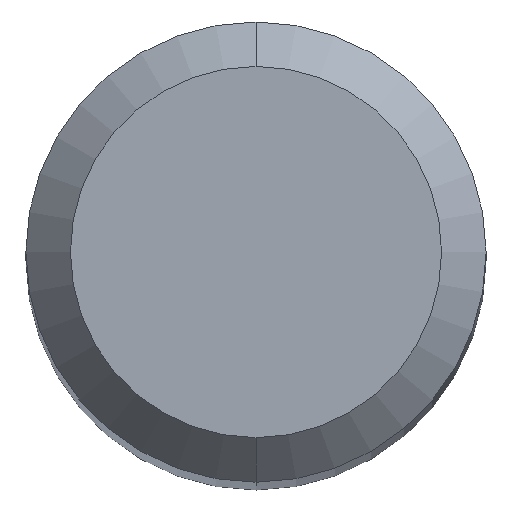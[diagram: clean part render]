
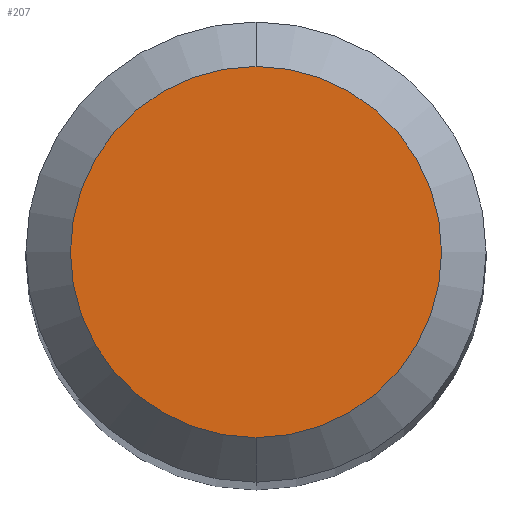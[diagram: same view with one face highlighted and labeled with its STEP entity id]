
A CAD part, top view. The second image highlights one B-rep face of the part: STEP entity #207.
In plain terms, the highlighted planar face has unit normal (0, 0, 1).
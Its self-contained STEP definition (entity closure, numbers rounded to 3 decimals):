
#187=VERTEX_POINT('',#496);
#207=ADVANCED_FACE('',(#516),#517,.T.);
#293=EDGE_CURVE('',#187,#345,#612,.T.);
#345=VERTEX_POINT('',#670);
#405=EDGE_CURVE('',#345,#187,#735,.T.);
#496=CARTESIAN_POINT('',(0.0,1.25,0.0));
#516=FACE_OUTER_BOUND('',#855,.T.);
#517=PLANE('',#856);
#612=CIRCLE('',#1047,1.25);
#670=CARTESIAN_POINT('',(0.,-1.25,0.0));
#735=CIRCLE('',#1336,1.25);
#855=EDGE_LOOP('',(#1480,#1481));
#856=AXIS2_PLACEMENT_3D('',#1482,#1483,#1484);
#1047=AXIS2_PLACEMENT_3D('',#1600,#1601,#1602);
#1336=AXIS2_PLACEMENT_3D('',#1724,#1725,#1726);
#1480=ORIENTED_EDGE('',*,*,#293,.F.);
#1481=ORIENTED_EDGE('',*,*,#405,.F.);
#1482=CARTESIAN_POINT('',(0.0,0.625,0.0));
#1483=DIRECTION('',(-0.0,0.0,1.0));
#1484=DIRECTION('',(0.0,-1.0,0.0));
#1600=CARTESIAN_POINT('',(0.0,0.0,0.0));
#1601=DIRECTION('',(0.0,0.0,-1.0));
#1602=DIRECTION('',(0.0,1.0,0.0));
#1724=CARTESIAN_POINT('',(0.0,0.0,0.0));
#1725=DIRECTION('',(0.0,0.0,-1.0));
#1726=DIRECTION('',(0.0,1.0,0.0));
